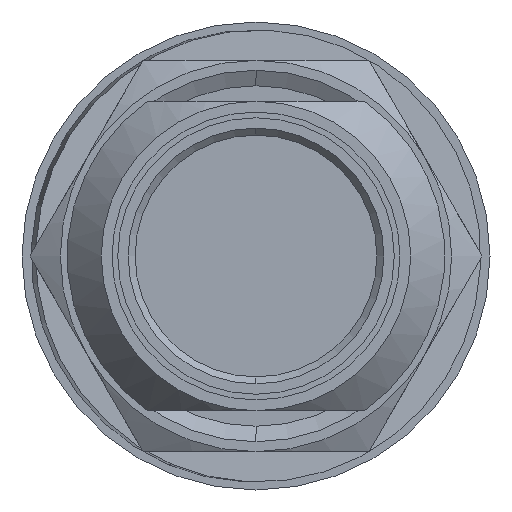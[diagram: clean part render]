
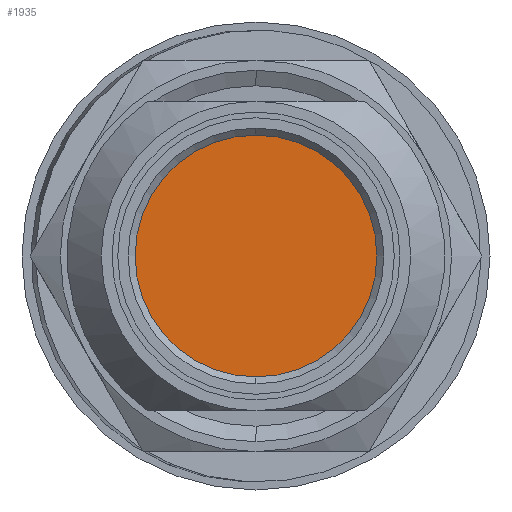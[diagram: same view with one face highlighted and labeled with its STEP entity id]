
A CAD part, left-side view. The second image highlights one B-rep face of the part: STEP entity #1935.
In plain terms, the highlighted planar face has unit normal (-1, 0, 0).
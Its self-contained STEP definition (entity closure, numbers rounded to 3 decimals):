
#147 = CIRCLE ( 'NONE', #4161, 5.25 ) ;
#962 = CIRCLE ( 'NONE', #1698, 5.25 ) ;
#1074 = EDGE_LOOP ( 'NONE', ( #2514, #2310 ) ) ;
#1091 = EDGE_CURVE ( 'NONE', #3143, #4322, #962, .T. ) ;
#1396 = PLANE ( 'NONE',  #5740 ) ;
#1698 = AXIS2_PLACEMENT_3D ( 'NONE', #4622, #2421, #5479 ) ;
#1935 = ADVANCED_FACE ( 'NONE', ( #4604 ), #1396, .F. ) ;
#2307 = DIRECTION ( 'NONE',  ( -1., 0., 0. ) ) ;
#2310 = ORIENTED_EDGE ( 'NONE', *, *, #2644, .T. ) ;
#2325 = DIRECTION ( 'NONE',  ( 0., 0., -1. ) ) ;
#2421 = DIRECTION ( 'NONE',  ( -1., 0., 0. ) ) ;
#2514 = ORIENTED_EDGE ( 'NONE', *, *, #1091, .T. ) ;
#2644 = EDGE_CURVE ( 'NONE', #4322, #3143, #147, .T. ) ;
#3143 = VERTEX_POINT ( 'NONE', #4192 ) ;
#3315 = DIRECTION ( 'NONE',  ( 1., 0., 0. ) ) ;
#4161 = AXIS2_PLACEMENT_3D ( 'NONE', #5476, #2307, #4205 ) ;
#4192 = CARTESIAN_POINT ( 'NONE',  ( 22.806, 0., -5.25 ) ) ;
#4205 = DIRECTION ( 'NONE',  ( 0., 0., 1. ) ) ;
#4322 = VERTEX_POINT ( 'NONE', #5381 ) ;
#4604 = FACE_OUTER_BOUND ( 'NONE', #1074, .T. ) ;
#4622 = CARTESIAN_POINT ( 'NONE',  ( 22.806, 0., 0. ) ) ;
#4667 = CARTESIAN_POINT ( 'NONE',  ( 22.806, 7.258, 0. ) ) ;
#5381 = CARTESIAN_POINT ( 'NONE',  ( 22.806, 0., 5.25 ) ) ;
#5476 = CARTESIAN_POINT ( 'NONE',  ( 22.806, 0., 0. ) ) ;
#5479 = DIRECTION ( 'NONE',  ( 0., 0., 1. ) ) ;
#5740 = AXIS2_PLACEMENT_3D ( 'NONE', #4667, #3315, #2325 ) ;
